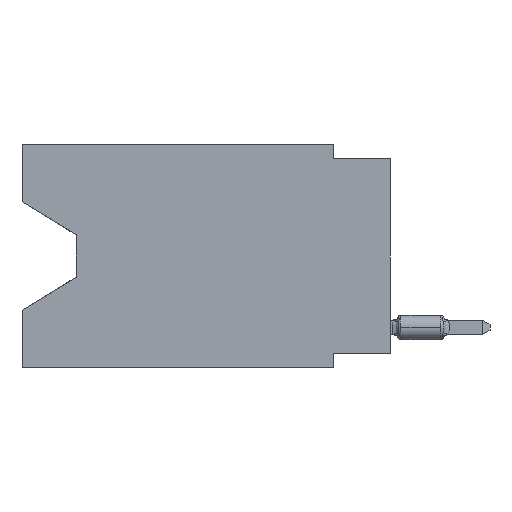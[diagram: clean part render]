
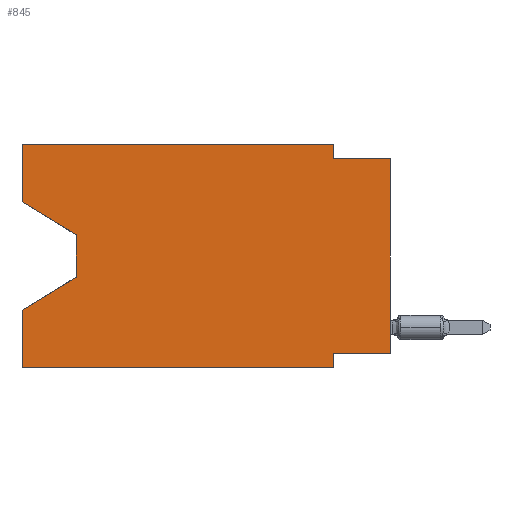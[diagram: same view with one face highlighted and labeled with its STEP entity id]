
A CAD part, left-side view. The second image highlights one B-rep face of the part: STEP entity #845.
In plain terms, the highlighted planar face has unit normal (-1, 0, 0).
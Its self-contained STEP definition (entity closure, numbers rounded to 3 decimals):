
#229 = CARTESIAN_POINT ( 'NONE',  ( 0., 2.54, -9.906 ) ) ;
#845 = ADVANCED_FACE ( 'NONE', ( #5106 ), #9391, .F. ) ;
#902 = LINE ( 'NONE', #11453, #19322 ) ;
#1007 = EDGE_CURVE ( 'NONE', #19587, #15523, #5410, .T. ) ;
#1179 = CARTESIAN_POINT ( 'NONE',  ( 0., 0., -0.635 ) ) ;
#2070 = LINE ( 'NONE', #5060, #6529 ) ;
#2271 = VERTEX_POINT ( 'NONE', #1179 ) ;
#2586 = DIRECTION ( 'NONE',  ( 0., 0., 1. ) ) ;
#2663 = ORIENTED_EDGE ( 'NONE', *, *, #3094, .T. ) ;
#3094 = EDGE_CURVE ( 'NONE', #10031, #16797, #7090, .T. ) ;
#3545 = LINE ( 'NONE', #9943, #13445 ) ;
#3547 = VECTOR ( 'NONE', #11075, 1000. ) ;
#3878 = ORIENTED_EDGE ( 'NONE', *, *, #14907, .T. ) ;
#3887 = DIRECTION ( 'NONE',  ( 0., -1., 0. ) ) ;
#4007 = DIRECTION ( 'NONE',  ( 0., 0., -1. ) ) ;
#4315 = EDGE_CURVE ( 'NONE', #5876, #18097, #3545, .T. ) ;
#5005 = LINE ( 'NONE', #15933, #19240 ) ;
#5060 = CARTESIAN_POINT ( 'NONE',  ( 0., 16.383, -2.546 ) ) ;
#5106 = FACE_OUTER_BOUND ( 'NONE', #18193, .T. ) ;
#5157 = DIRECTION ( 'NONE',  ( 0., -0.855, -0.519 ) ) ;
#5212 = DIRECTION ( 'NONE',  ( 0., 0., 1. ) ) ;
#5410 = LINE ( 'NONE', #9796, #11835 ) ;
#5420 = ORIENTED_EDGE ( 'NONE', *, *, #6281, .F. ) ;
#5851 = LINE ( 'NONE', #16199, #12580 ) ;
#5876 = VERTEX_POINT ( 'NONE', #13081 ) ;
#6281 = EDGE_CURVE ( 'NONE', #11858, #16003, #5005, .T. ) ;
#6412 = AXIS2_PLACEMENT_3D ( 'NONE', #15435, #15632, #18515 ) ;
#6529 = VECTOR ( 'NONE', #5157, 1000. ) ;
#6540 = EDGE_CURVE ( 'NONE', #11215, #10031, #2070, .T. ) ;
#6602 = ORIENTED_EDGE ( 'NONE', *, *, #8546, .T. ) ;
#6668 = VECTOR ( 'NONE', #10290, 1000. ) ;
#6960 = VECTOR ( 'NONE', #13330, 1000. ) ;
#7090 = LINE ( 'NONE', #19215, #11935 ) ;
#7282 = CARTESIAN_POINT ( 'NONE',  ( 0., 16.383, 0. ) ) ;
#7295 = VECTOR ( 'NONE', #18930, 1000. ) ;
#7461 = CARTESIAN_POINT ( 'NONE',  ( 0., 16.383, -2.546 ) ) ;
#8013 = VERTEX_POINT ( 'NONE', #13040 ) ;
#8114 = CARTESIAN_POINT ( 'NONE',  ( 0., 16.383, 0. ) ) ;
#8160 = DIRECTION ( 'NONE',  ( 0., 0., -1. ) ) ;
#8256 = CARTESIAN_POINT ( 'NONE',  ( 0., 13.97, -4.013 ) ) ;
#8303 = ORIENTED_EDGE ( 'NONE', *, *, #6540, .T. ) ;
#8546 = EDGE_CURVE ( 'NONE', #8013, #2271, #5851, .T. ) ;
#9391 = PLANE ( 'NONE',  #6412 ) ;
#9572 = CARTESIAN_POINT ( 'NONE',  ( 0., 16.383, -9.906 ) ) ;
#9733 = ORIENTED_EDGE ( 'NONE', *, *, #4315, .F. ) ;
#9794 = VECTOR ( 'NONE', #18460, 1000. ) ;
#9796 = CARTESIAN_POINT ( 'NONE',  ( 0., 16.383, 0. ) ) ;
#9865 = EDGE_CURVE ( 'NONE', #16797, #15523, #12496, .T. ) ;
#9943 = CARTESIAN_POINT ( 'NONE',  ( 0., 2.54, 0. ) ) ;
#10031 = VERTEX_POINT ( 'NONE', #8256 ) ;
#10290 = DIRECTION ( 'NONE',  ( 0., -1., 0. ) ) ;
#10387 = CARTESIAN_POINT ( 'NONE',  ( 0., 16.383, -9.906 ) ) ;
#10673 = CARTESIAN_POINT ( 'NONE',  ( 0., 16.383, 0. ) ) ;
#11075 = DIRECTION ( 'NONE',  ( 0., 1., 0. ) ) ;
#11215 = VERTEX_POINT ( 'NONE', #7461 ) ;
#11453 = CARTESIAN_POINT ( 'NONE',  ( 0., 0., -0.635 ) ) ;
#11835 = VECTOR ( 'NONE', #5212, 1000. ) ;
#11858 = VERTEX_POINT ( 'NONE', #14473 ) ;
#11935 = VECTOR ( 'NONE', #4007, 1000. ) ;
#12234 = CARTESIAN_POINT ( 'NONE',  ( 0., 13.97, -5.893 ) ) ;
#12383 = EDGE_CURVE ( 'NONE', #18097, #2271, #902, .T. ) ;
#12466 = EDGE_CURVE ( 'NONE', #11215, #15310, #16302, .T. ) ;
#12496 = LINE ( 'NONE', #14082, #9794 ) ;
#12499 = ORIENTED_EDGE ( 'NONE', *, *, #19127, .F. ) ;
#12533 = ORIENTED_EDGE ( 'NONE', *, *, #12383, .F. ) ;
#12556 = LINE ( 'NONE', #17325, #3547 ) ;
#12580 = VECTOR ( 'NONE', #2586, 1000. ) ;
#12869 = LINE ( 'NONE', #8114, #7295 ) ;
#12944 = CARTESIAN_POINT ( 'NONE',  ( 0., 16.383, -7.36 ) ) ;
#13040 = CARTESIAN_POINT ( 'NONE',  ( 0., 0., -9.271 ) ) ;
#13081 = CARTESIAN_POINT ( 'NONE',  ( 0., 2.54, 0. ) ) ;
#13330 = DIRECTION ( 'NONE',  ( 0., 0., 1. ) ) ;
#13445 = VECTOR ( 'NONE', #8160, 1000. ) ;
#13540 = EDGE_CURVE ( 'NONE', #15310, #5876, #12869, .T. ) ;
#14082 = CARTESIAN_POINT ( 'NONE',  ( 0., 13.97, -5.893 ) ) ;
#14473 = CARTESIAN_POINT ( 'NONE',  ( 0., 2.54, -9.271 ) ) ;
#14550 = DIRECTION ( 'NONE',  ( 0., 0., -1. ) ) ;
#14907 = EDGE_CURVE ( 'NONE', #19587, #16003, #14940, .T. ) ;
#14940 = LINE ( 'NONE', #10387, #6668 ) ;
#15213 = ORIENTED_EDGE ( 'NONE', *, *, #9865, .T. ) ;
#15310 = VERTEX_POINT ( 'NONE', #10673 ) ;
#15435 = CARTESIAN_POINT ( 'NONE',  ( 0., 16.383, 0. ) ) ;
#15523 = VERTEX_POINT ( 'NONE', #12944 ) ;
#15632 = DIRECTION ( 'NONE',  ( 1., 0., 0. ) ) ;
#15933 = CARTESIAN_POINT ( 'NONE',  ( 0., 2.54, -9.906 ) ) ;
#16003 = VERTEX_POINT ( 'NONE', #229 ) ;
#16199 = CARTESIAN_POINT ( 'NONE',  ( 0., 0., 0. ) ) ;
#16302 = LINE ( 'NONE', #7282, #6960 ) ;
#16797 = VERTEX_POINT ( 'NONE', #12234 ) ;
#17325 = CARTESIAN_POINT ( 'NONE',  ( 0., 0., -9.271 ) ) ;
#18047 = ORIENTED_EDGE ( 'NONE', *, *, #1007, .F. ) ;
#18097 = VERTEX_POINT ( 'NONE', #19093 ) ;
#18193 = EDGE_LOOP ( 'NONE', ( #8303, #2663, #15213, #18047, #3878, #5420, #12499, #6602, #12533, #9733, #18727, #19491 ) ) ;
#18460 = DIRECTION ( 'NONE',  ( 0., 0.855, -0.519 ) ) ;
#18515 = DIRECTION ( 'NONE',  ( 0., 0., -1. ) ) ;
#18727 = ORIENTED_EDGE ( 'NONE', *, *, #13540, .F. ) ;
#18930 = DIRECTION ( 'NONE',  ( 0., -1., 0. ) ) ;
#19093 = CARTESIAN_POINT ( 'NONE',  ( 0., 2.54, -0.635 ) ) ;
#19127 = EDGE_CURVE ( 'NONE', #8013, #11858, #12556, .T. ) ;
#19215 = CARTESIAN_POINT ( 'NONE',  ( 0., 13.97, -4.013 ) ) ;
#19240 = VECTOR ( 'NONE', #14550, 1000. ) ;
#19322 = VECTOR ( 'NONE', #3887, 1000. ) ;
#19491 = ORIENTED_EDGE ( 'NONE', *, *, #12466, .F. ) ;
#19587 = VERTEX_POINT ( 'NONE', #9572 ) ;
